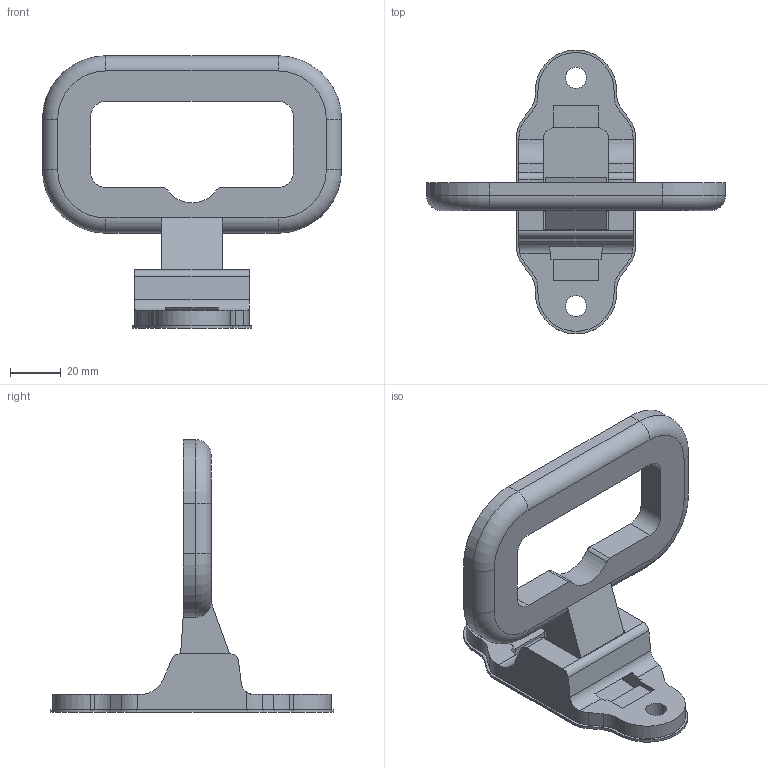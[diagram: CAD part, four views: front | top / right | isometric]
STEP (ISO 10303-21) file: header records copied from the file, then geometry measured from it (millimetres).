
FILE_DESCRIPTION (( 'STEP AP203' ), '1' );
FILE_NAME ('K-1856-1.STEP', '2012-05-30T00:17:53', ( '11sw' ), ( 'タキゲン製造株式会社' ), 'SwSTEP 2.0', 'SolidWorks 2011', '' );
FILE_SCHEMA (( 'CONFIG_CONTROL_DESIGN' ));
Length unit declared in the file: millimetre
Products named in the file (4): K-1856-1; K-1856-1パッキン; K-1856-1ステップ_; K-1856-3ベース
Assembly tree (3 placements, depth 2):
  K-1856-1
    K-1856-3ベース
    K-1856-1パッキン
    K-1856-1ステップ_
Bounding box: 118 x 112 x 107.5 mm (x, y, z)
Volume: 92829.6 mm3; surface area: 38372.1 mm2
Topology: 3 solids, 3 shells, 142 faces, 401 edges, 264 vertices
Faces by surface type: plane 72, cylinder 66, torus 4
Entity records: 5077 total; most frequent: CARTESIAN_POINT 839, DIRECTION 829, ORIENTED_EDGE 802, EDGE_CURVE 401, AXIS2_PLACEMENT_3D 286, VERTEX_POINT 264, VECTOR 257, LINE 257
